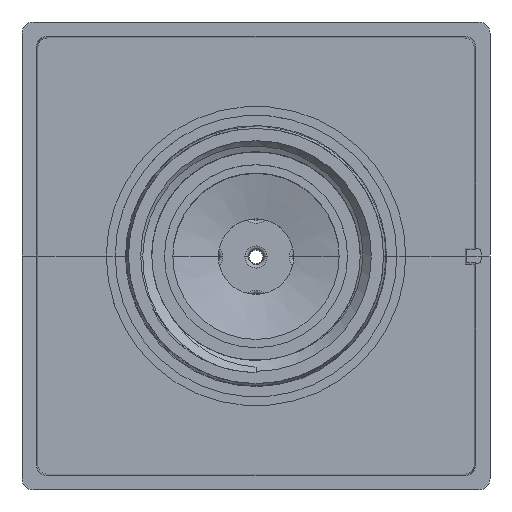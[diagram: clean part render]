
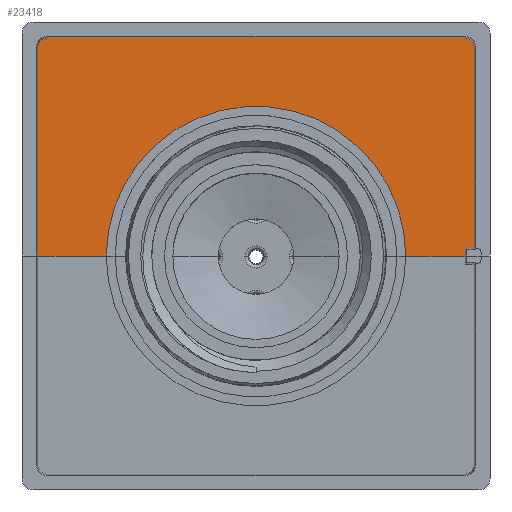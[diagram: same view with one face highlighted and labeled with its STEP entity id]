
A CAD part, top view. The second image highlights one B-rep face of the part: STEP entity #23418.
In plain terms, the highlighted planar face has unit normal (0, 0, 1).
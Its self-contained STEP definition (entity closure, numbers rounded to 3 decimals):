
#21668=DIRECTION('',(-1.,0.,0.));
#21669=VECTOR('',#21668,6.166);
#21670=CARTESIAN_POINT('',(-13.5,0.,47.2));
#21671=LINE('',#21670,#21669);
#21682=DIRECTION('',(-1.,0.,0.));
#21683=VECTOR('',#21682,5.382);
#21684=CARTESIAN_POINT('',(18.882,0.,47.2));
#21685=LINE('',#21684,#21683);
#21726=CARTESIAN_POINT('',(-18.8,18.8,47.2));
#21727=DIRECTION('',(0.,0.,1.));
#21728=DIRECTION('',(-0.925,0.38,0.));
#21729=AXIS2_PLACEMENT_3D('',#21726,#21727,#21728);
#21731=CARTESIAN_POINT('',(-18.8,18.8,47.2));
#21732=DIRECTION('',(0.,0.,1.));
#21733=DIRECTION('',(-0.707,0.707,0.));
#21734=AXIS2_PLACEMENT_3D('',#21731,#21732,#21733);
#21736=CARTESIAN_POINT('',(-18.8,18.8,47.2));
#21737=DIRECTION('',(0.,0.,1.));
#21738=DIRECTION('',(-0.38,0.925,0.));
#21739=AXIS2_PLACEMENT_3D('',#21736,#21737,#21738);
#21741=CARTESIAN_POINT('',(-18.8,18.8,47.2));
#21742=DIRECTION('',(0.,0.,1.));
#21743=DIRECTION('',(0.,1.,0.));
#21744=AXIS2_PLACEMENT_3D('',#21741,#21742,#21743);
#21746=CARTESIAN_POINT('',(18.8,18.8,47.2));
#21747=DIRECTION('',(0.,0.,1.));
#21748=DIRECTION('',(0.38,0.925,0.));
#21749=AXIS2_PLACEMENT_3D('',#21746,#21747,#21748);
#21751=CARTESIAN_POINT('',(18.8,18.8,47.2));
#21752=DIRECTION('',(0.,0.,1.));
#21753=DIRECTION('',(0.707,0.707,0.));
#21754=AXIS2_PLACEMENT_3D('',#21751,#21752,#21753);
#21756=CARTESIAN_POINT('',(18.8,18.8,47.2));
#21757=DIRECTION('',(0.,0.,1.));
#21758=DIRECTION('',(0.925,0.38,0.));
#21759=AXIS2_PLACEMENT_3D('',#21756,#21757,#21758);
#21761=CARTESIAN_POINT('',(18.8,18.8,47.2));
#21762=DIRECTION('',(0.,0.,1.));
#21763=DIRECTION('',(1.,0.,0.));
#21764=AXIS2_PLACEMENT_3D('',#21761,#21762,#21763);
#21766=CARTESIAN_POINT('',(0.,0.,47.2));
#21767=DIRECTION('',(0.,0.,-1.));
#21768=DIRECTION('',(-0.073,0.997,0.));
#21769=AXIS2_PLACEMENT_3D('',#21766,#21767,#21768);
#21771=CARTESIAN_POINT('',(0.,0.,47.2));
#21772=DIRECTION('',(0.,0.,-1.));
#21773=DIRECTION('',(-1.,0.,0.));
#21774=AXIS2_PLACEMENT_3D('',#21771,#21772,#21773);
#21776=DIRECTION('',(0.,1.,0.));
#21777=VECTOR('',#21776,18.8);
#21778=CARTESIAN_POINT('',(-19.666,0.,47.2));
#21779=LINE('',#21778,#21777);
#22144=DIRECTION('',(0.,-1.,0.));
#22145=VECTOR('',#22144,0.718);
#22146=CARTESIAN_POINT('',(18.882,0.718,47.2));
#22147=LINE('',#22146,#22145);
#22172=DIRECTION('',(-1.,0.,0.));
#22173=VECTOR('',#22172,0.784);
#22174=CARTESIAN_POINT('',(19.666,0.718,47.2));
#22175=LINE('',#22174,#22173);
#22180=DIRECTION('',(0.,-1.,0.));
#22181=VECTOR('',#22180,18.082);
#22182=CARTESIAN_POINT('',(19.666,18.8,47.2));
#22183=LINE('',#22182,#22181);
#22204=DIRECTION('',(1.,0.,0.));
#22205=VECTOR('',#22204,37.6);
#22206=CARTESIAN_POINT('',(-18.8,19.666,47.2));
#22207=LINE('',#22206,#22205);
#22698=CARTESIAN_POINT('',(19.413,19.413,47.2));
#22700=VERTEX_POINT('',#22698);
#22701=CARTESIAN_POINT('',(19.666,18.8,47.2));
#22702=CARTESIAN_POINT('',(19.601,19.129,47.2));
#22703=VERTEX_POINT('',#22701);
#22704=VERTEX_POINT('',#22702);
#22710=CARTESIAN_POINT('',(-19.413,19.413,47.2));
#22712=VERTEX_POINT('',#22710);
#22713=CARTESIAN_POINT('',(-18.8,19.666,47.2));
#22714=CARTESIAN_POINT('',(-19.129,19.601,47.2));
#22715=VERTEX_POINT('',#22713);
#22716=VERTEX_POINT('',#22714);
#22847=CARTESIAN_POINT('',(18.882,0.,47.2));
#22848=VERTEX_POINT('',#22847);
#22851=CARTESIAN_POINT('',(-13.5,0.,47.2));
#22852=CARTESIAN_POINT('',(-19.666,0.,47.2));
#22853=VERTEX_POINT('',#22851);
#22854=VERTEX_POINT('',#22852);
#22855=CARTESIAN_POINT('',(-0.981,13.464,47.2));
#22856=VERTEX_POINT('',#22855);
#22857=CARTESIAN_POINT('',(13.5,0.,47.2));
#22858=VERTEX_POINT('',#22857);
#22859=CARTESIAN_POINT('',(18.882,0.718,47.2));
#22860=VERTEX_POINT('',#22859);
#22861=CARTESIAN_POINT('',(19.666,0.718,47.2));
#22862=VERTEX_POINT('',#22861);
#22863=CARTESIAN_POINT('',(19.129,19.601,47.2));
#22864=VERTEX_POINT('',#22863);
#22865=CARTESIAN_POINT('',(18.8,19.666,47.2));
#22866=VERTEX_POINT('',#22865);
#22867=CARTESIAN_POINT('',(-19.601,19.129,47.2));
#22868=VERTEX_POINT('',#22867);
#22869=CARTESIAN_POINT('',(-19.666,18.8,47.2));
#22870=VERTEX_POINT('',#22869);
#23381=CARTESIAN_POINT('',(0.,9.833,47.2));
#23382=DIRECTION('',(0.,0.,1.));
#23383=DIRECTION('',(0.,1.,0.));
#23384=AXIS2_PLACEMENT_3D('',#23381,#23382,#23383);
#23385=PLANE('',#23384);
#23386=ORIENTED_EDGE('',*,*,#23334,.T.);
#23388=ORIENTED_EDGE('',*,*,#23387,.T.);
#23390=ORIENTED_EDGE('',*,*,#23389,.F.);
#23392=ORIENTED_EDGE('',*,*,#23391,.F.);
#23394=ORIENTED_EDGE('',*,*,#23393,.F.);
#23396=ORIENTED_EDGE('',*,*,#23395,.F.);
#23398=ORIENTED_EDGE('',*,*,#23397,.T.);
#23400=ORIENTED_EDGE('',*,*,#23399,.F.);
#23402=ORIENTED_EDGE('',*,*,#23401,.F.);
#23404=ORIENTED_EDGE('',*,*,#23403,.F.);
#23406=ORIENTED_EDGE('',*,*,#23405,.F.);
#23408=ORIENTED_EDGE('',*,*,#23407,.T.);
#23410=ORIENTED_EDGE('',*,*,#23409,.T.);
#23412=ORIENTED_EDGE('',*,*,#23411,.T.);
#23413=ORIENTED_EDGE('',*,*,#23338,.T.);
#23414=ORIENTED_EDGE('',*,*,#23280,.F.);
#23415=ORIENTED_EDGE('',*,*,#23278,.F.);
#23416=EDGE_LOOP('',(#23386,#23388,#23390,#23392,#23394,#23396,#23398,#23400,
#23402,#23404,#23406,#23408,#23410,#23412,#23413,#23414,#23415));
#23417=FACE_OUTER_BOUND('',#23416,.F.);
#23418=ADVANCED_FACE('',(#23417),#23385,.T.);
#21730=CIRCLE('',#21729,0.866);
#21735=CIRCLE('',#21734,0.866);
#21740=CIRCLE('',#21739,0.866);
#21745=CIRCLE('',#21744,0.866);
#21750=CIRCLE('',#21749,0.866);
#21755=CIRCLE('',#21754,0.866);
#21760=CIRCLE('',#21759,0.866);
#21765=CIRCLE('',#21764,0.866);
#21770=CIRCLE('',#21769,13.5);
#21775=CIRCLE('',#21774,13.5);
#23278=EDGE_CURVE('',#22853,#22856,#21775,.T.);
#23280=EDGE_CURVE('',#22856,#22858,#21770,.T.);
#23334=EDGE_CURVE('',#22853,#22854,#21671,.T.);
#23338=EDGE_CURVE('',#22848,#22858,#21685,.T.);
#23387=EDGE_CURVE('',#22854,#22870,#21779,.T.);
#23389=EDGE_CURVE('',#22868,#22870,#21730,.T.);
#23391=EDGE_CURVE('',#22712,#22868,#21735,.T.);
#23393=EDGE_CURVE('',#22716,#22712,#21740,.T.);
#23395=EDGE_CURVE('',#22715,#22716,#21745,.T.);
#23397=EDGE_CURVE('',#22715,#22866,#22207,.T.);
#23399=EDGE_CURVE('',#22864,#22866,#21750,.T.);
#23401=EDGE_CURVE('',#22700,#22864,#21755,.T.);
#23403=EDGE_CURVE('',#22704,#22700,#21760,.T.);
#23405=EDGE_CURVE('',#22703,#22704,#21765,.T.);
#23407=EDGE_CURVE('',#22703,#22862,#22183,.T.);
#23409=EDGE_CURVE('',#22862,#22860,#22175,.T.);
#23411=EDGE_CURVE('',#22860,#22848,#22147,.T.);
